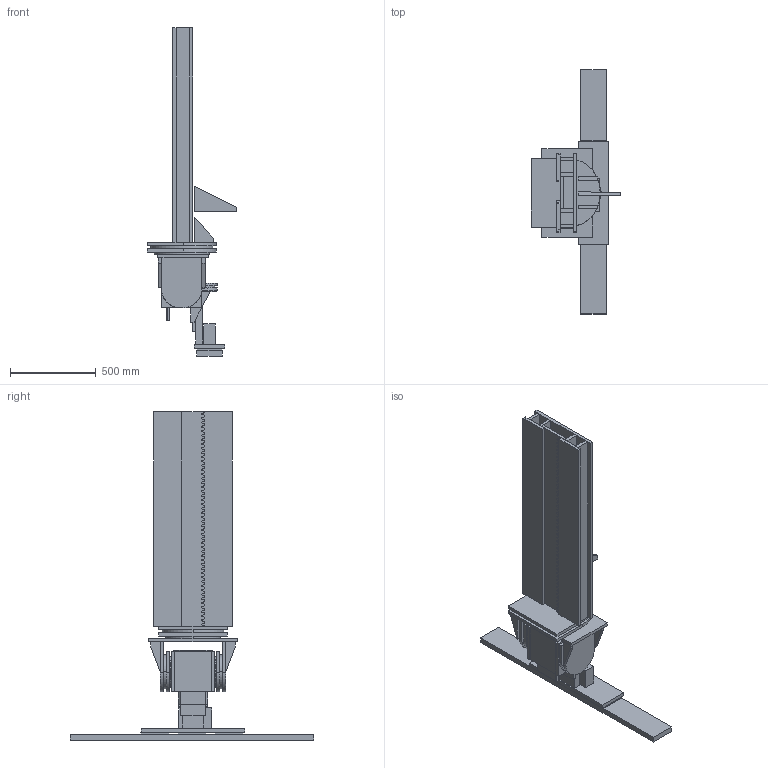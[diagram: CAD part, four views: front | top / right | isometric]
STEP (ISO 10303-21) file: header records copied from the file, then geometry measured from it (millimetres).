
FILE_DESCRIPTION(/* description */ (''),/* implementation_level */ '2;1');
FILE_NAME(/* name */ 'TOOLHE~2',/* time_stamp */ '2017-05-10T20:15:11+02:00',/* author */ (''),/* organization */ (''),/* preprocessor_version */ 'ST-DEVELOPER v15',/* originating_system */ '',/* authorisation */ '');
FILE_SCHEMA (('AUTOMOTIVE_DESIGN'));
Length unit declared in the file: millimetre
Products named in the file (2): Document; Valchro fab - double axis - half length
Assembly tree (1 placements, depth 2):
  Document
    Valchro fab - double axis - half length
Bounding box: 520.4 x 1419.65 x 1910.59 mm (x, y, z)
Volume: 71959421.1 mm3; surface area: 8365906.5 mm2
Topology: 52 solids, 52 shells, 420 faces, 956 edges, 648 vertices
Faces by surface type: plane 287, bspline 133
Entity records: 22859 total; most frequent: CARTESIAN_POINT 16431, ORIENTED_EDGE 1896, EDGE_CURVE 948, VERTEX_POINT 632, B_SPLINE_CURVE_WITH_KNOTS 573, ADVANCED_FACE 420, FACE_OUTER_BOUND 420, EDGE_LOOP 420
